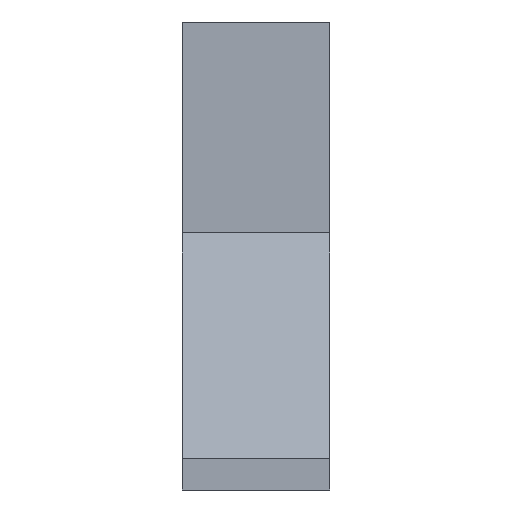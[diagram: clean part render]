
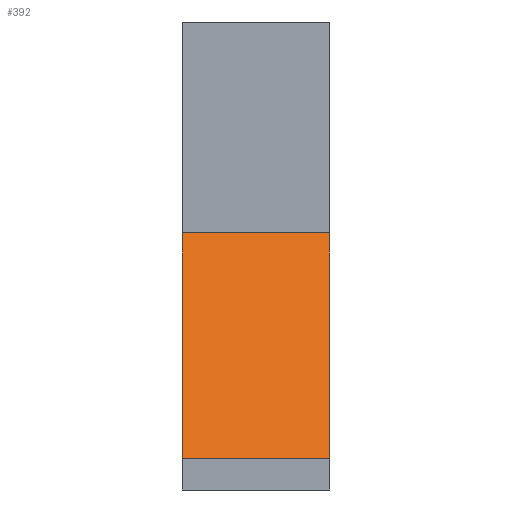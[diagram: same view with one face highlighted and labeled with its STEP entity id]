
A CAD part, left-side view. The second image highlights one B-rep face of the part: STEP entity #392.
In plain terms, the highlighted planar face has unit normal (-0.707, 0, 0.707).
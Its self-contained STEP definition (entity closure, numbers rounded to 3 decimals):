
#30=FACE_OUTER_BOUND('',#50,.T.);
#50=EDGE_LOOP('',(#275,#276,#277,#278));
#82=LINE('',#569,#132);
#83=LINE('',#571,#133);
#84=LINE('',#573,#134);
#85=LINE('',#574,#135);
#132=VECTOR('',#466,10.);
#133=VECTOR('',#467,10.);
#134=VECTOR('',#468,10.);
#135=VECTOR('',#469,10.);
#179=VERTEX_POINT('',#567);
#180=VERTEX_POINT('',#568);
#181=VERTEX_POINT('',#570);
#182=VERTEX_POINT('',#572);
#218=EDGE_CURVE('',#179,#180,#82,.T.);
#219=EDGE_CURVE('',#180,#181,#83,.T.);
#220=EDGE_CURVE('',#181,#182,#84,.T.);
#221=EDGE_CURVE('',#182,#179,#85,.T.);
#275=ORIENTED_EDGE('',*,*,#218,.T.);
#276=ORIENTED_EDGE('',*,*,#219,.T.);
#277=ORIENTED_EDGE('',*,*,#220,.T.);
#278=ORIENTED_EDGE('',*,*,#221,.T.);
#374=PLANE('',#426);
#392=ADVANCED_FACE('',(#30),#374,.T.);
#426=AXIS2_PLACEMENT_3D('',#566,#464,#465);
#464=DIRECTION('center_axis',(-0.707,0.,0.707));
#465=DIRECTION('ref_axis',(0.707,0.,0.707));
#466=DIRECTION('',(-0.707,0.,-0.707));
#467=DIRECTION('',(0.,-1.,0.));
#468=DIRECTION('',(0.707,0.,0.707));
#469=DIRECTION('',(0.,1.,0.));
#566=CARTESIAN_POINT('Origin',(-7.35,5.625,-14.9));
#567=CARTESIAN_POINT('',(-1.6,7.5,-9.15));
#568=CARTESIAN_POINT('',(-13.1,7.5,-20.65));
#569=CARTESIAN_POINT('',(2.963,7.5,-4.588));
#570=CARTESIAN_POINT('',(-13.1,0.,-20.65));
#571=CARTESIAN_POINT('',(-13.1,5.625,-20.65));
#572=CARTESIAN_POINT('',(-1.6,0.,-9.15));
#573=CARTESIAN_POINT('',(3.363,0.,-4.188));
#574=CARTESIAN_POINT('',(-1.6,5.625,-9.15));
